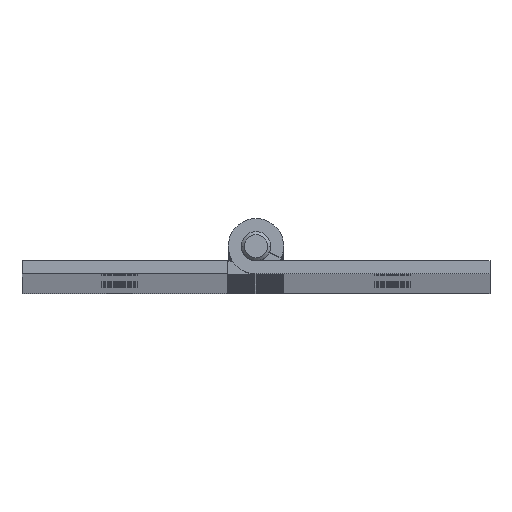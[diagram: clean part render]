
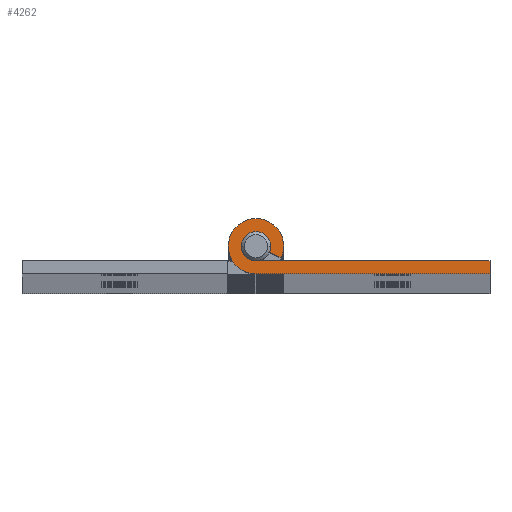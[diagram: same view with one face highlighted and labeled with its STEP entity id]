
A CAD part, top view. The second image highlights one B-rep face of the part: STEP entity #4262.
In plain terms, the highlighted planar face has unit normal (0, 0, 1).
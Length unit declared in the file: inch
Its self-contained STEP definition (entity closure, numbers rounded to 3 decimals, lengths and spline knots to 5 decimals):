
#2919 = EDGE_CURVE ( 'NONE', #15131, #15121, #26286, .T. ) ;
#2923 = EDGE_CURVE ( 'NONE', #15121, #15119, #26288, .T. ) ;
#2940 = EDGE_CURVE ( 'NONE', #15113, #15118, #26308, .T. ) ;
#3207 = EDGE_CURVE ( 'NONE', #15119, #15248, #26615, .T. ) ;
#3218 = EDGE_CURVE ( 'NONE', #21167, #15131, #26843, .T. ) ;
#3464 = EDGE_CURVE ( 'NONE', #15118, #9314, #10227, .T. ) ;
#3467 = EDGE_CURVE ( 'NONE', #9297, #21167, #10222, .T. ) ;
#3471 = EDGE_CURVE ( 'NONE', #15248, #15113, #10236, .T. ) ;
#4262 = ADVANCED_FACE ( 'NONE', ( #15948 ), #8323, .T. ) ;
#5439 = AXIS2_PLACEMENT_3D ( 'NONE', #7071, #7072, #7073 ) ;
#5441 = AXIS2_PLACEMENT_3D ( 'NONE', #7080, #7081, #7082 ) ;
#6187 = CARTESIAN_POINT ( 'NONE',  ( 0.75, -0.04685, 18. ) ) ;
#6192 = CARTESIAN_POINT ( 'NONE',  ( -0.00153, -0.04685, 18. ) ) ;
#6193 = CARTESIAN_POINT ( 'NONE',  ( 0., -0.08885, 18. ) ) ;
#6195 = CARTESIAN_POINT ( 'NONE',  ( -0.08885, 0., 18. ) ) ;
#6205 = CARTESIAN_POINT ( 'NONE',  ( 0.08885, 0., 18. ) ) ;
#6322 = CARTESIAN_POINT ( 'NONE',  ( 0.75, -0.08885, 18. ) ) ;
#7071 = CARTESIAN_POINT ( 'NONE',  ( 0., 0., 18. ) ) ;
#7072 = DIRECTION ( 'NONE',  ( 0., 0., -1. ) ) ;
#7073 = DIRECTION ( 'NONE',  ( 1., 0., 0. ) ) ;
#7080 = CARTESIAN_POINT ( 'NONE',  ( 0., 0., 18. ) ) ;
#7081 = DIRECTION ( 'NONE',  ( 0., 0., -1. ) ) ;
#7082 = DIRECTION ( 'NONE',  ( 1., 0., 0. ) ) ;
#7147 = CARTESIAN_POINT ( 'NONE',  ( 0.08053, -0.03755, 18. ) ) ;
#8317 = CARTESIAN_POINT ( 'NONE',  ( 0., 0., 18. ) ) ;
#8323 = PLANE ( 'NONE',  #18547 ) ;
#8326 = DIRECTION ( 'NONE',  ( 0., 0., 1. ) ) ;
#8327 = DIRECTION ( 'NONE',  ( 1., 0., 0. ) ) ;
#9297 = VERTEX_POINT ( 'NONE', #11944 ) ;
#9299 = VERTEX_POINT ( 'NONE', #11946 ) ;
#9314 = VERTEX_POINT ( 'NONE', #11961 ) ;
#10222 = LINE ( 'NONE', #12779, #10233 ) ;
#10227 = CIRCLE ( 'NONE', #18045, 0.04688 ) ;
#10233 = VECTOR ( 'NONE', #12787, 39.37008 ) ;
#10236 = LINE ( 'NONE', #12809, #10239 ) ;
#10239 = VECTOR ( 'NONE', #12811, 39.37008 ) ;
#11944 = CARTESIAN_POINT ( 'NONE',  ( 0.04248, -0.01981, 18. ) ) ;
#11946 = CARTESIAN_POINT ( 'NONE',  ( 0.04688, 0., 18. ) ) ;
#11961 = CARTESIAN_POINT ( 'NONE',  ( -0.04688, 0., 18. ) ) ;
#12774 = CARTESIAN_POINT ( 'NONE',  ( 0., 0., 18. ) ) ;
#12775 = DIRECTION ( 'NONE',  ( 0., 0., -1. ) ) ;
#12777 = DIRECTION ( 'NONE',  ( 1., 0., 0. ) ) ;
#12779 = CARTESIAN_POINT ( 'NONE',  ( 0.04248, -0.01981, 18. ) ) ;
#12787 = DIRECTION ( 'NONE',  ( 0.906, -0.423, 0. ) ) ;
#12809 = CARTESIAN_POINT ( 'NONE',  ( 0.75, -0.04685, 18. ) ) ;
#12811 = DIRECTION ( 'NONE',  ( 0., 1., 0. ) ) ;
#14346 = ORIENTED_EDGE ( 'NONE', *, *, #2940, .T. ) ;
#14347 = ORIENTED_EDGE ( 'NONE', *, *, #3464, .T. ) ;
#14348 = ORIENTED_EDGE ( 'NONE', *, *, #17597, .T. ) ;
#14349 = ORIENTED_EDGE ( 'NONE', *, *, #17601, .T. ) ;
#14350 = ORIENTED_EDGE ( 'NONE', *, *, #3467, .T. ) ;
#14351 = ORIENTED_EDGE ( 'NONE', *, *, #3218, .T. ) ;
#14352 = ORIENTED_EDGE ( 'NONE', *, *, #2919, .T. ) ;
#14353 = ORIENTED_EDGE ( 'NONE', *, *, #2923, .T. ) ;
#14354 = ORIENTED_EDGE ( 'NONE', *, *, #3207, .T. ) ;
#14355 = ORIENTED_EDGE ( 'NONE', *, *, #3471, .T. ) ;
#15113 = VERTEX_POINT ( 'NONE', #6187 ) ;
#15118 = VERTEX_POINT ( 'NONE', #6192 ) ;
#15119 = VERTEX_POINT ( 'NONE', #6193 ) ;
#15121 = VERTEX_POINT ( 'NONE', #6195 ) ;
#15131 = VERTEX_POINT ( 'NONE', #6205 ) ;
#15248 = VERTEX_POINT ( 'NONE', #6322 ) ;
#15948 = FACE_OUTER_BOUND ( 'NONE', #24186, .T. ) ;
#17597 = EDGE_CURVE ( 'NONE', #9314, #9299, #23423, .T. ) ;
#17601 = EDGE_CURVE ( 'NONE', #9299, #9297, #23435, .T. ) ;
#17865 = AXIS2_PLACEMENT_3D ( 'NONE', #24881, #24882, #24883 ) ;
#17867 = AXIS2_PLACEMENT_3D ( 'NONE', #24890, #24891, #24892 ) ;
#17905 = AXIS2_PLACEMENT_3D ( 'NONE', #19924, #19925, #19926 ) ;
#18045 = AXIS2_PLACEMENT_3D ( 'NONE', #12774, #12775, #12777 ) ;
#18547 = AXIS2_PLACEMENT_3D ( 'NONE', #8317, #8326, #8327 ) ;
#19333 = CARTESIAN_POINT ( 'NONE',  ( -0.00153, -0.04685, 18. ) ) ;
#19342 = DIRECTION ( 'NONE',  ( -1., 0., 0. ) ) ;
#19673 = CARTESIAN_POINT ( 'NONE',  ( 0.75, -0.08885, 18. ) ) ;
#19892 = DIRECTION ( 'NONE',  ( 1., 0., 0. ) ) ;
#19924 = CARTESIAN_POINT ( 'NONE',  ( 0., 0., 18. ) ) ;
#19925 = DIRECTION ( 'NONE',  ( 0., 0., 1. ) ) ;
#19926 = DIRECTION ( 'NONE',  ( 1., 0., 0. ) ) ;
#21167 = VERTEX_POINT ( 'NONE', #7147 ) ;
#23423 = CIRCLE ( 'NONE', #5439, 0.04688 ) ;
#23435 = CIRCLE ( 'NONE', #5441, 0.04688 ) ;
#24186 = EDGE_LOOP ( 'NONE', ( #14346, #14347, #14348, #14349, #14350, #14351, #14352, #14353, #14354, #14355 ) ) ;
#24881 = CARTESIAN_POINT ( 'NONE',  ( 0., 0., 18. ) ) ;
#24882 = DIRECTION ( 'NONE',  ( 0., 0., 1. ) ) ;
#24883 = DIRECTION ( 'NONE',  ( 1., 0., 0. ) ) ;
#24890 = CARTESIAN_POINT ( 'NONE',  ( 0., 0., 18. ) ) ;
#24891 = DIRECTION ( 'NONE',  ( 0., 0., 1. ) ) ;
#24892 = DIRECTION ( 'NONE',  ( 1., 0., 0. ) ) ;
#26286 = CIRCLE ( 'NONE', #17865, 0.08885 ) ;
#26288 = CIRCLE ( 'NONE', #17867, 0.08885 ) ;
#26308 = LINE ( 'NONE', #19333, #26317 ) ;
#26317 = VECTOR ( 'NONE', #19342, 39.37008 ) ;
#26615 = LINE ( 'NONE', #19673, #26833 ) ;
#26833 = VECTOR ( 'NONE', #19892, 39.37008 ) ;
#26843 = CIRCLE ( 'NONE', #17905, 0.08885 ) ;
